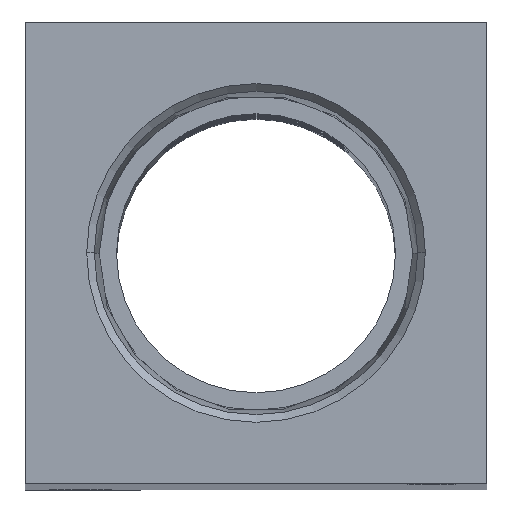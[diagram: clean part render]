
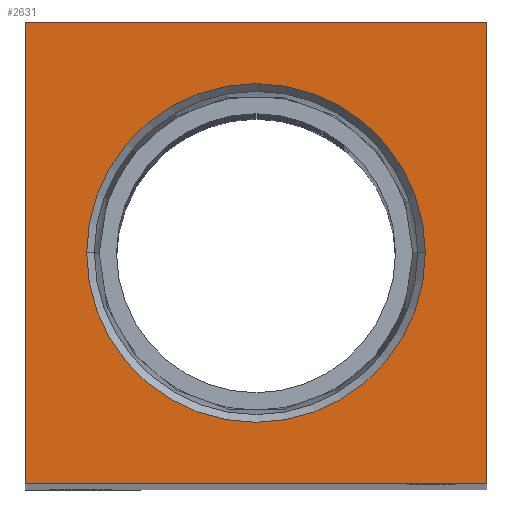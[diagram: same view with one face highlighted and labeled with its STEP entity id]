
A CAD part, top view. The second image highlights one B-rep face of the part: STEP entity #2631.
In plain terms, the highlighted planar face has unit normal (0, 0, 1).
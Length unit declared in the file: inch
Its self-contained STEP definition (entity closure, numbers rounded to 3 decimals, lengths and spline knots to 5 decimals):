
#27 = FACE_OUTER_BOUND ( 'NONE', #1338, .T. ) ;
#42 = EDGE_CURVE ( 'NONE', #2330, #1710, #2914, .T. ) ;
#67 = VERTEX_POINT ( 'NONE', #201 ) ;
#74 = ORIENTED_EDGE ( 'NONE', *, *, #2163, .T. ) ;
#166 = DIRECTION ( 'NONE',  ( 1., 0., 0. ) ) ;
#188 = CARTESIAN_POINT ( 'NONE',  ( 0.75, -0.75, 5.6875 ) ) ;
#201 = CARTESIAN_POINT ( 'NONE',  ( -0.75, 0.75, 5.6875 ) ) ;
#262 = EDGE_CURVE ( 'NONE', #1710, #2330, #627, .T. ) ;
#273 = VERTEX_POINT ( 'NONE', #2798 ) ;
#300 = VECTOR ( 'NONE', #166, 39.37008 ) ;
#320 = VERTEX_POINT ( 'NONE', #2810 ) ;
#426 = CARTESIAN_POINT ( 'NONE',  ( -0.5499, 0., 5.6875 ) ) ;
#457 = ORIENTED_EDGE ( 'NONE', *, *, #42, .F. ) ;
#489 = AXIS2_PLACEMENT_3D ( 'NONE', #2806, #2804, #2791 ) ;
#552 = AXIS2_PLACEMENT_3D ( 'NONE', #3091, #3113, #3097 ) ;
#564 = FACE_BOUND ( 'NONE', #1156, .T. ) ;
#627 = CIRCLE ( 'NONE', #489, 0.5499 ) ;
#673 = ORIENTED_EDGE ( 'NONE', *, *, #2336, .T. ) ;
#684 = DIRECTION ( 'NONE',  ( 1., 0., 0. ) ) ;
#710 = DIRECTION ( 'NONE',  ( 0., 0., 1. ) ) ;
#753 = CARTESIAN_POINT ( 'NONE',  ( 0., 0., 5.6875 ) ) ;
#774 = PLANE ( 'NONE',  #1042 ) ;
#808 = DIRECTION ( 'NONE',  ( 0., -1., 0. ) ) ;
#850 = CARTESIAN_POINT ( 'NONE',  ( 0.75, 0.75, 5.6875 ) ) ;
#860 = CARTESIAN_POINT ( 'NONE',  ( 0.5499, 0., 5.6875 ) ) ;
#864 = CARTESIAN_POINT ( 'NONE',  ( 0.75, 0.75, 5.6875 ) ) ;
#928 = CARTESIAN_POINT ( 'NONE',  ( -0.75, -0.75, 5.6875 ) ) ;
#971 = ORIENTED_EDGE ( 'NONE', *, *, #1021, .T. ) ;
#972 = LINE ( 'NONE', #188, #300 ) ;
#996 = LINE ( 'NONE', #850, #2565 ) ;
#1021 = EDGE_CURVE ( 'NONE', #320, #273, #972, .T. ) ;
#1042 = AXIS2_PLACEMENT_3D ( 'NONE', #753, #710, #684 ) ;
#1156 = EDGE_LOOP ( 'NONE', ( #457, #1698 ) ) ;
#1338 = EDGE_LOOP ( 'NONE', ( #2290, #971, #74, #673 ) ) ;
#1397 = DIRECTION ( 'NONE',  ( -1., 0., 0. ) ) ;
#1698 = ORIENTED_EDGE ( 'NONE', *, *, #262, .F. ) ;
#1710 = VERTEX_POINT ( 'NONE', #426 ) ;
#1889 = VECTOR ( 'NONE', #808, 39.37008 ) ;
#2160 = DIRECTION ( 'NONE',  ( 0., 1., 0. ) ) ;
#2163 = EDGE_CURVE ( 'NONE', #273, #3127, #2530, .T. ) ;
#2287 = CARTESIAN_POINT ( 'NONE',  ( 0.75, -0.75, 5.6875 ) ) ;
#2290 = ORIENTED_EDGE ( 'NONE', *, *, #2625, .T. ) ;
#2330 = VERTEX_POINT ( 'NONE', #860 ) ;
#2336 = EDGE_CURVE ( 'NONE', #3127, #67, #996, .T. ) ;
#2530 = LINE ( 'NONE', #2287, #3108 ) ;
#2565 = VECTOR ( 'NONE', #1397, 39.37008 ) ;
#2625 = EDGE_CURVE ( 'NONE', #67, #320, #3105, .T. ) ;
#2631 = ADVANCED_FACE ( 'NONE', ( #564, #27 ), #774, .T. ) ;
#2791 = DIRECTION ( 'NONE',  ( 1., 0., 0. ) ) ;
#2798 = CARTESIAN_POINT ( 'NONE',  ( 0.75, -0.75, 5.6875 ) ) ;
#2804 = DIRECTION ( 'NONE',  ( 0., 0., 1. ) ) ;
#2806 = CARTESIAN_POINT ( 'NONE',  ( 0., 0., 5.6875 ) ) ;
#2810 = CARTESIAN_POINT ( 'NONE',  ( -0.75, -0.75, 5.6875 ) ) ;
#2914 = CIRCLE ( 'NONE', #552, 0.5499 ) ;
#3091 = CARTESIAN_POINT ( 'NONE',  ( 0., 0., 5.6875 ) ) ;
#3097 = DIRECTION ( 'NONE',  ( 1., 0., 0. ) ) ;
#3105 = LINE ( 'NONE', #928, #1889 ) ;
#3108 = VECTOR ( 'NONE', #2160, 39.37008 ) ;
#3113 = DIRECTION ( 'NONE',  ( 0., 0., 1. ) ) ;
#3127 = VERTEX_POINT ( 'NONE', #864 ) ;
